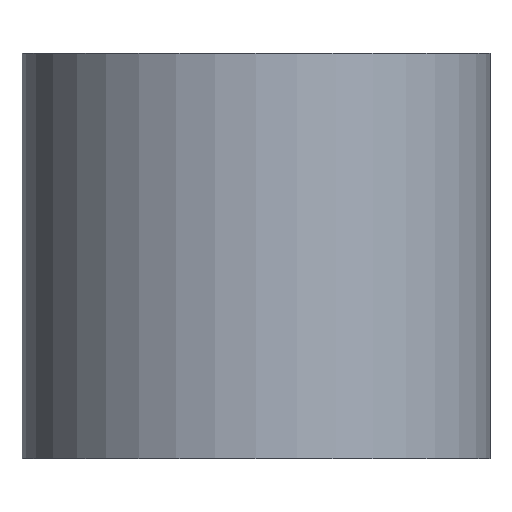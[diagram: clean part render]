
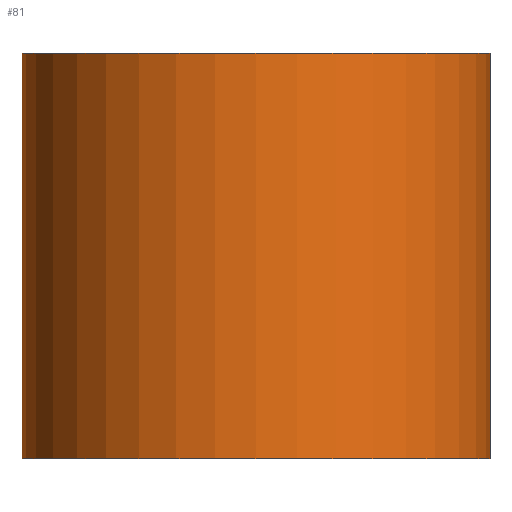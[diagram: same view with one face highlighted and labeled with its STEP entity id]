
A CAD part, front view. The second image highlights one B-rep face of the part: STEP entity #81.
In plain terms, the highlighted cylindrical face has radius 9.157 mm (diameter 18.313 mm), a partial arc.
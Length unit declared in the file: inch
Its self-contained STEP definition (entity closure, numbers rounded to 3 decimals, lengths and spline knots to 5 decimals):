
#17 = CARTESIAN_POINT ( 'NONE',  ( 0.3125, -0.7955, -0.3125 ) ) ;
#24 = VECTOR ( 'NONE', #48, 39.37008 ) ;
#34 = FACE_OUTER_BOUND ( 'NONE', #227, .T. ) ;
#40 = AXIS2_PLACEMENT_3D ( 'NONE', #152, #279, #59 ) ;
#48 = DIRECTION ( 'NONE',  ( 0., 0., -1. ) ) ;
#58 = CARTESIAN_POINT ( 'NONE',  ( 0.3125, -1.156, 0.3125 ) ) ;
#59 = DIRECTION ( 'NONE',  ( 1., 0., 0. ) ) ;
#81 = ADVANCED_FACE ( 'NONE', ( #34 ), #468, .T. ) ;
#115 = EDGE_CURVE ( 'NONE', #453, #545, #252, .T. ) ;
#134 = EDGE_CURVE ( 'NONE', #555, #218, #341, .T. ) ;
#139 = DIRECTION ( 'NONE',  ( -1., 0., 0. ) ) ;
#143 = CARTESIAN_POINT ( 'NONE',  ( 0.3125, -0.7955, 0.3125 ) ) ;
#152 = CARTESIAN_POINT ( 'NONE',  ( 0.3125, -1.156, 0.3125 ) ) ;
#218 = VERTEX_POINT ( 'NONE', #17 ) ;
#227 = EDGE_LOOP ( 'NONE', ( #375, #388, #494, #271 ) ) ;
#241 = VECTOR ( 'NONE', #529, 39.37008 ) ;
#249 = EDGE_CURVE ( 'NONE', #555, #453, #404, .T. ) ;
#252 = LINE ( 'NONE', #541, #241 ) ;
#258 = DIRECTION ( 'NONE',  ( 0., 0., -1. ) ) ;
#271 = ORIENTED_EDGE ( 'NONE', *, *, #115, .T. ) ;
#279 = DIRECTION ( 'NONE',  ( 0., 0., -1. ) ) ;
#283 = CIRCLE ( 'NONE', #535, 0.3605 ) ;
#306 = CARTESIAN_POINT ( 'NONE',  ( -0.048, -1.156, 0.3125 ) ) ;
#341 = LINE ( 'NONE', #443, #24 ) ;
#375 = ORIENTED_EDGE ( 'NONE', *, *, #444, .F. ) ;
#379 = AXIS2_PLACEMENT_3D ( 'NONE', #58, #489, #139 ) ;
#388 = ORIENTED_EDGE ( 'NONE', *, *, #134, .F. ) ;
#404 = CIRCLE ( 'NONE', #40, 0.3605 ) ;
#443 = CARTESIAN_POINT ( 'NONE',  ( 0.3125, -0.7955, 0.3125 ) ) ;
#444 = EDGE_CURVE ( 'NONE', #218, #545, #283, .T. ) ;
#453 = VERTEX_POINT ( 'NONE', #306 ) ;
#468 = CYLINDRICAL_SURFACE ( 'NONE', #379, 0.3605 ) ;
#479 = CARTESIAN_POINT ( 'NONE',  ( -0.048, -1.156, -0.3125 ) ) ;
#489 = DIRECTION ( 'NONE',  ( 0., 0., -1. ) ) ;
#494 = ORIENTED_EDGE ( 'NONE', *, *, #249, .T. ) ;
#516 = CARTESIAN_POINT ( 'NONE',  ( 0.3125, -1.156, -0.3125 ) ) ;
#529 = DIRECTION ( 'NONE',  ( 0., 0., -1. ) ) ;
#535 = AXIS2_PLACEMENT_3D ( 'NONE', #516, #258, #556 ) ;
#541 = CARTESIAN_POINT ( 'NONE',  ( -0.048, -1.156, 0.3125 ) ) ;
#545 = VERTEX_POINT ( 'NONE', #479 ) ;
#555 = VERTEX_POINT ( 'NONE', #143 ) ;
#556 = DIRECTION ( 'NONE',  ( 1., 0., 0. ) ) ;
